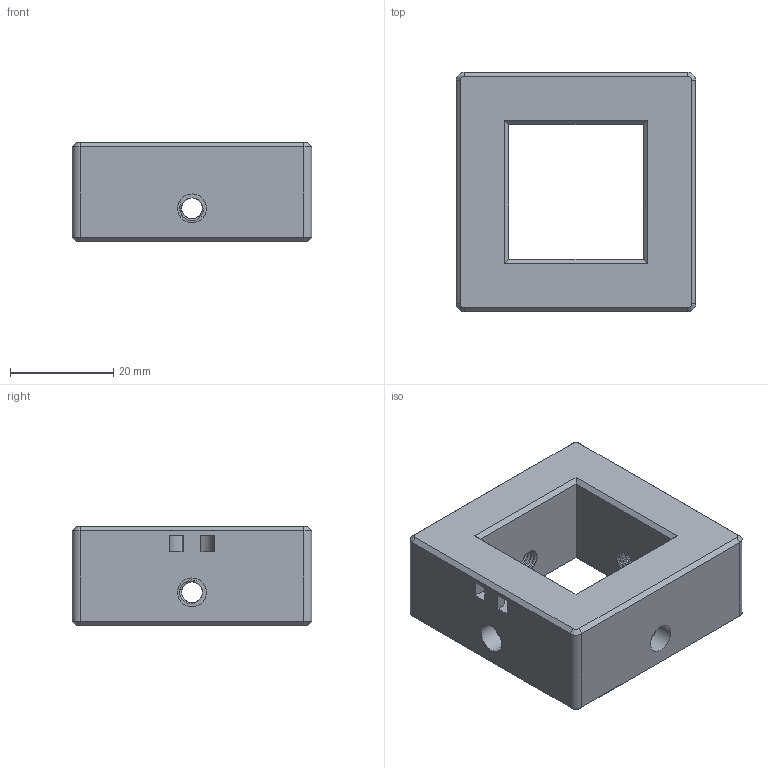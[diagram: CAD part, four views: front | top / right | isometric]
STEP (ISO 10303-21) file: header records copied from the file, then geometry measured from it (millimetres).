
FILE_DESCRIPTION(/* description */ (''),/* implementation_level */ '2;1');
FILE_NAME(/* name */ 'Outer Bearing.step',/* time_stamp */ '2023-11-10T11:44:40-05:00',/* author */ (''),/* organization */ (''),/* preprocessor_version */ 'ST-DEVELOPER v20',/* originating_system */ 'Autodesk Translation Framework v12.14.0.127',/* authorisation */ '');
FILE_SCHEMA (('AUTOMOTIVE_DESIGN { 1 0 10303 214 3 1 1 }'));
Length unit declared in the file: inch
Products named in the file (1): Outer Bearing
Bounding box: 46.48 x 46.48 x 19.05 mm (x, y, z)
Volume: 22639.2 mm3; surface area: 12263.5 mm2
Topology: 1 solids, 1 shells, 125 faces, 331 edges, 210 vertices
Faces by surface type: cylinder 61, plane 48, bspline 8, cone 8
Full cylindrical faces by diameter (mm): 4.064 x8, 4.826 x8, 5.613 x4
Entity records: 6691 total; most frequent: CARTESIAN_POINT 3728, ORIENTED_EDGE 662, DIRECTION 505, EDGE_CURVE 331, VERTEX_POINT 210, LINE 169, VECTOR 169, AXIS2_PLACEMENT_3D 168
